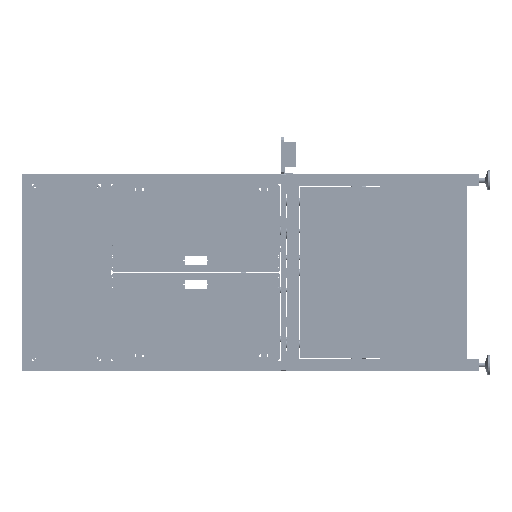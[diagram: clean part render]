
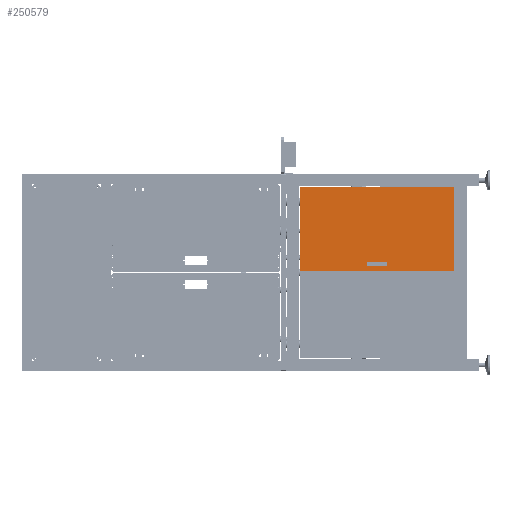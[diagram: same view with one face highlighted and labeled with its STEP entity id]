
A CAD part, left-side view. The second image highlights one B-rep face of the part: STEP entity #250579.
In plain terms, the highlighted free-form (B-spline) face has degree [1, 1] with [2, 2] control points.
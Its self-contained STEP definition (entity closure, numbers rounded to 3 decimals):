
#250579 = ADVANCED_FACE('',(#250580,#250610),#250640,.T.);
#250580 = FACE_BOUND('',#250581,.T.);
#250581 = EDGE_LOOP('',(#250582,#250591,#250598,#250605));
#250582 = ORIENTED_EDGE('',*,*,#250583,.F.);
#250583 = EDGE_CURVE('',#250584,#250586,#250588,.T.);
#250584 = VERTEX_POINT('',#250585);
#250585 = CARTESIAN_POINT('',(-455.187,-875.254,
    -232.851));
#250586 = VERTEX_POINT('',#250587);
#250587 = CARTESIAN_POINT('',(-455.187,-231.515,
    -232.851));
#250588 = B_SPLINE_CURVE_WITH_KNOTS('',1,(#250589,#250590),
  .UNSPECIFIED.,.F.,.F.,(2,2),(0.,626.),
  .PIECEWISE_BEZIER_KNOTS.);
#250589 = CARTESIAN_POINT('',(-455.187,-875.254,
    -232.851));
#250590 = CARTESIAN_POINT('',(-455.187,-231.515,
    -232.851));
#250591 = ORIENTED_EDGE('',*,*,#250592,.F.);
#250592 = EDGE_CURVE('',#250593,#250584,#250595,.T.);
#250593 = VERTEX_POINT('',#250594);
#250594 = CARTESIAN_POINT('',(-455.187,-875.254,
    119.869));
#250595 = B_SPLINE_CURVE_WITH_KNOTS('',1,(#250596,#250597),
  .UNSPECIFIED.,.F.,.F.,(2,2),(0.,343.),.PIECEWISE_BEZIER_KNOTS.);
#250596 = CARTESIAN_POINT('',(-455.187,-875.254,
    119.869));
#250597 = CARTESIAN_POINT('',(-455.187,-875.254,
    -232.851));
#250598 = ORIENTED_EDGE('',*,*,#250599,.F.);
#250599 = EDGE_CURVE('',#250600,#250593,#250602,.T.);
#250600 = VERTEX_POINT('',#250601);
#250601 = CARTESIAN_POINT('',(-455.187,-231.515,
    119.869));
#250602 = B_SPLINE_CURVE_WITH_KNOTS('',1,(#250603,#250604),
  .UNSPECIFIED.,.F.,.F.,(2,2),(-626.,0.),.PIECEWISE_BEZIER_KNOTS.);
#250603 = CARTESIAN_POINT('',(-455.187,-231.515,
    119.869));
#250604 = CARTESIAN_POINT('',(-455.187,-875.254,
    119.869));
#250605 = ORIENTED_EDGE('',*,*,#250606,.F.);
#250606 = EDGE_CURVE('',#250586,#250600,#250607,.T.);
#250607 = B_SPLINE_CURVE_WITH_KNOTS('',1,(#250608,#250609),
  .UNSPECIFIED.,.F.,.F.,(2,2),(-343.,-0.),.PIECEWISE_BEZIER_KNOTS.);
#250608 = CARTESIAN_POINT('',(-455.187,-231.515,
    -232.851));
#250609 = CARTESIAN_POINT('',(-455.187,-231.515,
    119.869));
#250610 = FACE_BOUND('',#250611,.T.);
#250611 = EDGE_LOOP('',(#250612,#250621,#250628,#250635));
#250612 = ORIENTED_EDGE('',*,*,#250613,.F.);
#250613 = EDGE_CURVE('',#250614,#250616,#250618,.T.);
#250614 = VERTEX_POINT('',#250615);
#250615 = CARTESIAN_POINT('',(-455.187,-512.251,
    -191.718));
#250616 = VERTEX_POINT('',#250617);
#250617 = CARTESIAN_POINT('',(-455.187,-512.251,
    -212.284));
#250618 = B_SPLINE_CURVE_WITH_KNOTS('',1,(#250619,#250620),
  .UNSPECIFIED.,.F.,.F.,(2,2),(0.,20.),.PIECEWISE_BEZIER_KNOTS.);
#250619 = CARTESIAN_POINT('',(-455.187,-512.251,
    -191.718));
#250620 = CARTESIAN_POINT('',(-455.187,-512.251,
    -212.284));
#250621 = ORIENTED_EDGE('',*,*,#250622,.F.);
#250622 = EDGE_CURVE('',#250623,#250614,#250625,.T.);
#250623 = VERTEX_POINT('',#250624);
#250624 = CARTESIAN_POINT('',(-455.187,-594.518,
    -191.718));
#250625 = B_SPLINE_CURVE_WITH_KNOTS('',1,(#250626,#250627),
  .UNSPECIFIED.,.F.,.F.,(2,2),(0.,80.),.PIECEWISE_BEZIER_KNOTS.);
#250626 = CARTESIAN_POINT('',(-455.187,-594.518,
    -191.718));
#250627 = CARTESIAN_POINT('',(-455.187,-512.251,
    -191.718));
#250628 = ORIENTED_EDGE('',*,*,#250629,.F.);
#250629 = EDGE_CURVE('',#250630,#250623,#250632,.T.);
#250630 = VERTEX_POINT('',#250631);
#250631 = CARTESIAN_POINT('',(-455.187,-594.518,
    -212.284));
#250632 = B_SPLINE_CURVE_WITH_KNOTS('',1,(#250633,#250634),
  .UNSPECIFIED.,.F.,.F.,(2,2),(-20.,-0.),.PIECEWISE_BEZIER_KNOTS.);
#250633 = CARTESIAN_POINT('',(-455.187,-594.518,
    -212.284));
#250634 = CARTESIAN_POINT('',(-455.187,-594.518,
    -191.718));
#250635 = ORIENTED_EDGE('',*,*,#250636,.F.);
#250636 = EDGE_CURVE('',#250616,#250630,#250637,.T.);
#250637 = B_SPLINE_CURVE_WITH_KNOTS('',1,(#250638,#250639),
  .UNSPECIFIED.,.F.,.F.,(2,2),(-80.,0.),.PIECEWISE_BEZIER_KNOTS.);
#250638 = CARTESIAN_POINT('',(-455.187,-512.251,
    -212.284));
#250639 = CARTESIAN_POINT('',(-455.187,-594.518,
    -212.284));
#250640 = B_SPLINE_SURFACE_WITH_KNOTS('',1,1,(
    (#250641,#250642)
    ,(#250643,#250644
  )),.UNSPECIFIED.,.F.,.F.,.F.,(2,2),(2,2),(0.,626.),(0.,343.),
  .PIECEWISE_BEZIER_KNOTS.);
#250641 = CARTESIAN_POINT('',(-455.187,-875.254,
    119.869));
#250642 = CARTESIAN_POINT('',(-455.187,-875.254,
    -232.851));
#250643 = CARTESIAN_POINT('',(-455.187,-231.515,
    119.869));
#250644 = CARTESIAN_POINT('',(-455.187,-231.515,
    -232.851));
